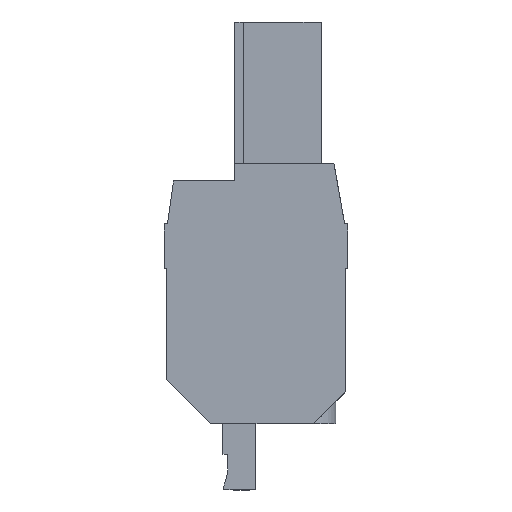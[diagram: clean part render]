
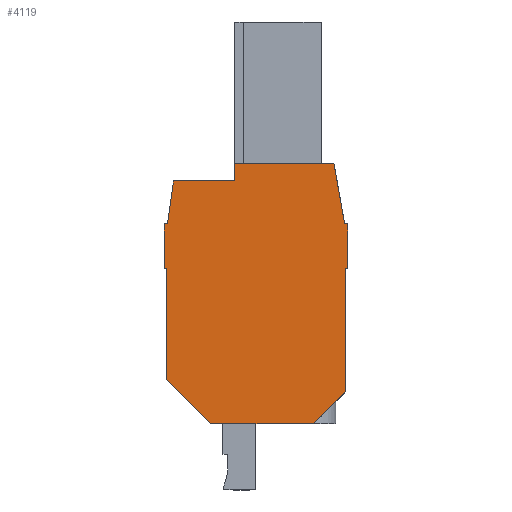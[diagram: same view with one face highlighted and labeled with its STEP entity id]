
A CAD part, left-side view. The second image highlights one B-rep face of the part: STEP entity #4119.
In plain terms, the highlighted planar face has unit normal (-1, 0, 0).
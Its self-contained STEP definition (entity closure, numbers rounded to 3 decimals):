
#4087=AXIS2_PLACEMENT_3D('Plane Axis2P3D',#4084,#4085,#4086) ;
#204=CARTESIAN_POINT('Vertex',(0.,20.6,24.793)) ;
#207=CARTESIAN_POINT('Line Origine',(0.,20.6,27.293)) ;
#211=CARTESIAN_POINT('Vertex',(0.,20.6,29.793)) ;
#246=CARTESIAN_POINT('Line Origine',(0.,20.405,29.793)) ;
#250=CARTESIAN_POINT('Vertex',(0.,20.21,29.793)) ;
#1053=CARTESIAN_POINT('Vertex',(0.,0.3,10.986)) ;
#1056=CARTESIAN_POINT('Line Origine',(0.,2.093,9.193)) ;
#1060=CARTESIAN_POINT('Vertex',(0.,3.886,7.4)) ;
#1086=CARTESIAN_POINT('Vertex',(0.,0.3,24.793)) ;
#1089=CARTESIAN_POINT('Line Origine',(0.,0.3,17.889)) ;
#1125=CARTESIAN_POINT('Vertex',(0.,0.,24.793)) ;
#1128=CARTESIAN_POINT('Line Origine',(0.,0.15,24.793)) ;
#1157=CARTESIAN_POINT('Vertex',(0.,0.,29.793)) ;
#1160=CARTESIAN_POINT('Line Origine',(0.,0.,27.293)) ;
#2565=CARTESIAN_POINT('Vertex',(0.,20.3,24.793)) ;
#2568=CARTESIAN_POINT('Line Origine',(0.,20.45,24.793)) ;
#2637=CARTESIAN_POINT('Vertex',(0.,20.3,12.336)) ;
#2640=CARTESIAN_POINT('Line Origine',(0.,20.3,18.564)) ;
#2685=CARTESIAN_POINT('Vertex',(0.,15.364,7.4)) ;
#2688=CARTESIAN_POINT('Line Origine',(0.,17.832,9.868)) ;
#2801=CARTESIAN_POINT('Vertex',(0.,0.38,29.793)) ;
#2804=CARTESIAN_POINT('Line Origine',(0.,0.19,29.793)) ;
#2825=CARTESIAN_POINT('Vertex',(0.,1.58,36.6)) ;
#2828=CARTESIAN_POINT('Line Origine',(0.,0.98,33.197)) ;
#2893=CARTESIAN_POINT('Line Origine',(0.,9.625,7.4)) ;
#3744=CARTESIAN_POINT('Vertex',(0.,12.7,36.6)) ;
#3747=CARTESIAN_POINT('Line Origine',(0.,7.14,36.6)) ;
#4064=CARTESIAN_POINT('Line Origine',(0.,19.872,32.197)) ;
#4068=CARTESIAN_POINT('Vertex',(0.,19.535,34.6)) ;
#4084=CARTESIAN_POINT('Axis2P3D Location',(0.,15.35,8.093)) ;
#4089=CARTESIAN_POINT('Line Origine',(0.,16.117,34.6)) ;
#4093=CARTESIAN_POINT('Vertex',(0.,12.7,34.6)) ;
#4096=CARTESIAN_POINT('Line Origine',(0.,12.7,35.6)) ;
#208=DIRECTION('Vector Direction',(0.,0.,1.)) ;
#247=DIRECTION('Vector Direction',(0.,-1.,0.)) ;
#1057=DIRECTION('Vector Direction',(0.,0.707,-0.707)) ;
#1090=DIRECTION('Vector Direction',(0.,0.,1.)) ;
#1129=DIRECTION('Vector Direction',(0.,1.,0.)) ;
#1161=DIRECTION('Vector Direction',(0.,0.,-1.)) ;
#2569=DIRECTION('Vector Direction',(0.,1.,0.)) ;
#2641=DIRECTION('Vector Direction',(0.,0.,1.)) ;
#2689=DIRECTION('Vector Direction',(0.,0.707,0.707)) ;
#2805=DIRECTION('Vector Direction',(0.,-1.,0.)) ;
#2829=DIRECTION('Vector Direction',(0.,0.174,0.985)) ;
#2894=DIRECTION('Vector Direction',(0.,1.,0.)) ;
#3748=DIRECTION('Vector Direction',(0.,1.,0.)) ;
#4065=DIRECTION('Vector Direction',(0.,-0.139,0.99)) ;
#4085=DIRECTION('Axis2P3D Direction',(-1.,0.,0.)) ;
#4086=DIRECTION('Axis2P3D XDirection',(0.,-1.,0.)) ;
#4090=DIRECTION('Vector Direction',(0.,-1.,0.)) ;
#4097=DIRECTION('Vector Direction',(0.,0.,-1.)) ;
#209=VECTOR('Line Direction',#208,1.) ;
#248=VECTOR('Line Direction',#247,1.) ;
#1058=VECTOR('Line Direction',#1057,1.) ;
#1091=VECTOR('Line Direction',#1090,1.) ;
#1130=VECTOR('Line Direction',#1129,1.) ;
#1162=VECTOR('Line Direction',#1161,1.) ;
#2570=VECTOR('Line Direction',#2569,1.) ;
#2642=VECTOR('Line Direction',#2641,1.) ;
#2690=VECTOR('Line Direction',#2689,1.) ;
#2806=VECTOR('Line Direction',#2805,1.) ;
#2830=VECTOR('Line Direction',#2829,1.) ;
#2895=VECTOR('Line Direction',#2894,1.) ;
#3749=VECTOR('Line Direction',#3748,1.) ;
#4066=VECTOR('Line Direction',#4065,1.) ;
#4091=VECTOR('Line Direction',#4090,1.) ;
#4098=VECTOR('Line Direction',#4097,1.) ;
#4102=ORIENTED_EDGE('',*,*,#4095,.F.) ;
#4103=ORIENTED_EDGE('',*,*,#4070,.F.) ;
#4104=ORIENTED_EDGE('',*,*,#252,.F.) ;
#4105=ORIENTED_EDGE('',*,*,#213,.F.) ;
#4106=ORIENTED_EDGE('',*,*,#2572,.F.) ;
#4107=ORIENTED_EDGE('',*,*,#2644,.F.) ;
#4108=ORIENTED_EDGE('',*,*,#2692,.F.) ;
#4109=ORIENTED_EDGE('',*,*,#2897,.F.) ;
#4110=ORIENTED_EDGE('',*,*,#1062,.F.) ;
#4111=ORIENTED_EDGE('',*,*,#1093,.T.) ;
#4112=ORIENTED_EDGE('',*,*,#1132,.F.) ;
#4113=ORIENTED_EDGE('',*,*,#1164,.F.) ;
#4114=ORIENTED_EDGE('',*,*,#2808,.F.) ;
#4115=ORIENTED_EDGE('',*,*,#2832,.T.) ;
#4116=ORIENTED_EDGE('',*,*,#3751,.T.) ;
#4117=ORIENTED_EDGE('',*,*,#4100,.T.) ;
#4119=ADVANCED_FACE('HOUSING',(#4118),#4088,.T.) ;
#213=EDGE_CURVE('',#205,#212,#210,.T.) ;
#252=EDGE_CURVE('',#212,#251,#249,.T.) ;
#1062=EDGE_CURVE('',#1054,#1061,#1059,.T.) ;
#1093=EDGE_CURVE('',#1054,#1087,#1092,.T.) ;
#1132=EDGE_CURVE('',#1126,#1087,#1131,.T.) ;
#1164=EDGE_CURVE('',#1158,#1126,#1163,.T.) ;
#2572=EDGE_CURVE('',#2566,#205,#2571,.T.) ;
#2644=EDGE_CURVE('',#2638,#2566,#2643,.T.) ;
#2692=EDGE_CURVE('',#2686,#2638,#2691,.T.) ;
#2808=EDGE_CURVE('',#2802,#1158,#2807,.T.) ;
#2832=EDGE_CURVE('',#2802,#2826,#2831,.T.) ;
#2897=EDGE_CURVE('',#1061,#2686,#2896,.T.) ;
#3751=EDGE_CURVE('',#2826,#3745,#3750,.T.) ;
#4070=EDGE_CURVE('',#251,#4069,#4067,.T.) ;
#4095=EDGE_CURVE('',#4069,#4094,#4092,.T.) ;
#4100=EDGE_CURVE('',#3745,#4094,#4099,.T.) ;
#4101=EDGE_LOOP('',(#4102,#4103,#4104,#4105,#4106,#4107,#4108,#4109,#4110,#4111,#4112,#4113,#4114,#4115,#4116,#4117)) ;
#4118=FACE_OUTER_BOUND('',#4101,.T.) ;
#210=LINE('Line',#207,#209) ;
#249=LINE('Line',#246,#248) ;
#1059=LINE('Line',#1056,#1058) ;
#1092=LINE('Line',#1089,#1091) ;
#1131=LINE('Line',#1128,#1130) ;
#1163=LINE('Line',#1160,#1162) ;
#2571=LINE('Line',#2568,#2570) ;
#2643=LINE('Line',#2640,#2642) ;
#2691=LINE('Line',#2688,#2690) ;
#2807=LINE('Line',#2804,#2806) ;
#2831=LINE('Line',#2828,#2830) ;
#2896=LINE('Line',#2893,#2895) ;
#3750=LINE('Line',#3747,#3749) ;
#4067=LINE('Line',#4064,#4066) ;
#4092=LINE('Line',#4089,#4091) ;
#4099=LINE('Line',#4096,#4098) ;
#4088=PLANE('',#4087) ;
#205=VERTEX_POINT('',#204) ;
#212=VERTEX_POINT('',#211) ;
#251=VERTEX_POINT('',#250) ;
#1054=VERTEX_POINT('',#1053) ;
#1061=VERTEX_POINT('',#1060) ;
#1087=VERTEX_POINT('',#1086) ;
#1126=VERTEX_POINT('',#1125) ;
#1158=VERTEX_POINT('',#1157) ;
#2566=VERTEX_POINT('',#2565) ;
#2638=VERTEX_POINT('',#2637) ;
#2686=VERTEX_POINT('',#2685) ;
#2802=VERTEX_POINT('',#2801) ;
#2826=VERTEX_POINT('',#2825) ;
#3745=VERTEX_POINT('',#3744) ;
#4069=VERTEX_POINT('',#4068) ;
#4094=VERTEX_POINT('',#4093) ;
